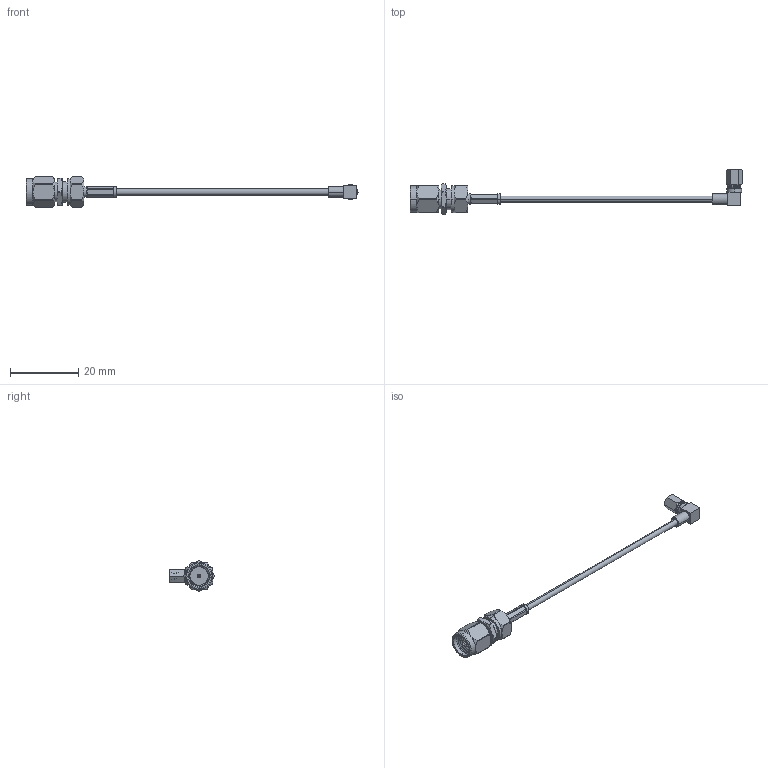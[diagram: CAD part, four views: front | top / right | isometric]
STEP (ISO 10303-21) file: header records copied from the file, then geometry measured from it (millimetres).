
FILE_DESCRIPTION (( 'STEP AP214' ), '1' );
FILE_NAME ('PE3C4463.step', '2020-04-20T15:42:25', ( '' ), ( '' ), 'SwSTEP 2.0', 'SolidWorks 2018', '' );
FILE_SCHEMA (( 'AUTOMOTIVE_DESIGN' ));
Length unit declared in the file: millimetre
Products named in the file (4): RG178BU_3"; PE4398; PE3C4463; PE45381/FMCN1266(Ticket #1343)___
Assembly tree (3 placements, depth 2):
  PE3C4463
    RG178BU_3"
    PE4398
    PE45381/FMCN1266(Ticket #1343)___
Bounding box: 97.49 x 13.24 x 9.05 mm (x, y, z)
Volume: 1052.5 mm3; surface area: 1925.6 mm2
Topology: 4 solids, 4 shells, 4914 faces, 10140 edges, 5260 vertices
Faces by surface type: bspline 3686, cylinder 1070, plane 87, cone 67, torus 4
Entity records: 211696 total; most frequent: CARTESIAN_POINT 149983, ORIENTED_EDGE 20280, EDGE_CURVE 10140, VERTEX_POINT 5260, EDGE_LOOP 4944, FACE_OUTER_BOUND 4914, ADVANCED_FACE 4914, B_SPLINE_CURVE_WITH_KNOTS 3960
